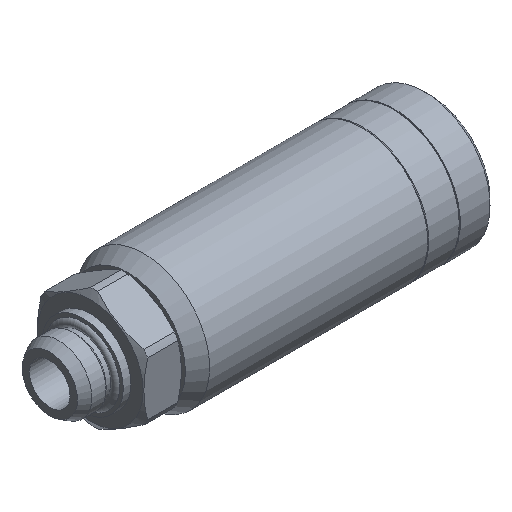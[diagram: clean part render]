
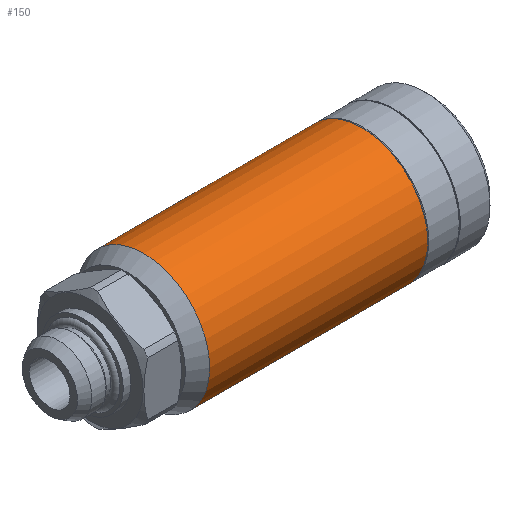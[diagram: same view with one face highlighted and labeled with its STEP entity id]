
A CAD part, isometric view. The second image highlights one B-rep face of the part: STEP entity #150.
In plain terms, the highlighted cylindrical face has radius 13 mm (diameter 26 mm), a full revolution.
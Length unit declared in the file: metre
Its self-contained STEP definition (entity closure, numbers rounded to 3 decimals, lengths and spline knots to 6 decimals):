
#150 = ADVANCED_FACE( 'NONE', ( #384, #385, #386 ), #387, .T. );
#384 = FACE_OUTER_BOUND( '', #723, .T. );
#385 = FACE_OUTER_BOUND( '', #724, .T. );
#386 = FACE_BOUND( '', #725, .T. );
#387 = CYLINDRICAL_SURFACE( '', #726, 0.013 );
#723 = EDGE_LOOP( '', ( #1119 ) );
#724 = EDGE_LOOP( '', ( #1120 ) );
#725 = EDGE_LOOP( '', ( #1121, #1122 ) );
#726 = AXIS2_PLACEMENT_3D( '', #1123, #1124, #1125 );
#1119 = ORIENTED_EDGE( '', *, *, #1874, .F. );
#1120 = ORIENTED_EDGE( '', *, *, #1875, .T. );
#1121 = ORIENTED_EDGE( '', *, *, #1876, .T. );
#1122 = ORIENTED_EDGE( '', *, *, #1877, .T. );
#1123 = CARTESIAN_POINT( '', ( -0.048515, 0., 0. ) );
#1124 = DIRECTION( '', ( 1., 0., 0. ) );
#1125 = DIRECTION( '', ( 0., 0., 1. ) );
#1874 = EDGE_CURVE( 'NONE', #2226, #2226, #2227, .T. );
#1875 = EDGE_CURVE( 'NONE', #2228, #2228, #2229, .T. );
#1876 = EDGE_CURVE( 'NONE', #2230, #2231, #2232, .T. );
#1877 = EDGE_CURVE( 'NONE', #2231, #2230, #2233, .T. );
#2226 = VERTEX_POINT( '', #2888 );
#2227 = CIRCLE( '', #2889, 0.013 );
#2228 = VERTEX_POINT( '', #2890 );
#2229 = CIRCLE( '', #2891, 0.013 );
#2230 = VERTEX_POINT( 'NONE', #2892 );
#2231 = VERTEX_POINT( 'NONE', #2893 );
#2232 = B_SPLINE_CURVE_WITH_KNOTS( '', 3, ( #2894, #2895, #2896, #2897, #2898, #2899, #2900, #2901, #2902, #2903, #2904, #2905, #2906, #2907, #2908, #2909, #2910, #2911, #2912, #2913, #2914, #2915, #2916, #2917, #2918, #2919, #2920, #2921, #2922, #2923, #2924, #2925, #2926, #2927, #2928, #2929, #2930, #2931, #2932, #2933, #2934 ), .UNSPECIFIED., .F., .F., ( 4, 1, 1, 1, 1, 1, 1, 1, 1, 1, 1, 1, 1, 1, 1, 1, 1, 1, 1, 1, 1, 1, 1, 1, 1, 1, 1, 1, 1, 1, 1, 1, 1, 1, 1, 1, 1, 1, 4 ), ( 0., 0.010315, 0.02062, 0.030925, 0.041236, 0.051562, 0.061911, 0.07229, 0.082708, 0.093172, 0.10369, 0.114269, 0.124916, 0.156124, 0.187563, 0.21877, 0.249774, 0.312392, 0.374875, 0.4069, 0.437565, 0.469143, 0.500097, 0.531174, 0.562888, 0.593562, 0.625602, 0.688258, 0.750802, 0.781889, 0.813178, 0.844431, 0.875457, 0.896618, 0.917536, 0.938271, 0.958885, 0.97944, 1. ), .UNSPECIFIED. );
#2233 = B_SPLINE_CURVE_WITH_KNOTS( '', 3, ( #2935, #2936, #2937, #2938, #2939, #2940, #2941, #2942, #2943, #2944, #2945, #2946, #2947, #2948, #2949, #2950, #2951, #2952, #2953, #2954, #2955, #2956, #2957, #2958, #2959, #2960, #2961, #2962, #2963, #2964, #2965, #2966, #2967, #2968 ), .UNSPECIFIED., .F., .F., ( 4, 1, 1, 1, 1, 1, 1, 1, 1, 1, 1, 1, 1, 1, 1, 1, 1, 1, 1, 1, 1, 1, 1, 1, 1, 1, 1, 1, 1, 1, 1, 4 ), ( 0., 0.010412, 0.020825, 0.031249, 0.041692, 0.052161, 0.062666, 0.093613, 0.124914, 0.156126, 0.187568, 0.249756, 0.312403, 0.374923, 0.406943, 0.437604, 0.469166, 0.500106, 0.531191, 0.562912, 0.593586, 0.625626, 0.688249, 0.750667, 0.813102, 0.844347, 0.875365, 0.906824, 0.937928, 0.958701, 0.97937, 1. ), .UNSPECIFIED. );
#2888 = CARTESIAN_POINT( '', ( -0.042969, 0., 0.013 ) );
#2889 = AXIS2_PLACEMENT_3D( '', #3866, #3867, #3868 );
#2890 = CARTESIAN_POINT( '', ( 0., 0., 0.013 ) );
#2891 = AXIS2_PLACEMENT_3D( '', #3869, #3870, #3871 );
#2892 = CARTESIAN_POINT( '', ( -0.0228, 0.009866, 0.008466 ) );
#2893 = CARTESIAN_POINT( '', ( -0.0228, 0.009866, -0.008466 ) );
#2894 = CARTESIAN_POINT( '', ( -0.0228, 0.009866, 0.008466 ) );
#2895 = CARTESIAN_POINT( '', ( -0.022911, 0.009866, 0.008465 ) );
#2896 = CARTESIAN_POINT( '', ( -0.023134, 0.009867, 0.008464 ) );
#2897 = CARTESIAN_POINT( '', ( -0.023468, 0.009877, 0.008453 ) );
#2898 = CARTESIAN_POINT( '', ( -0.023802, 0.009892, 0.008435 ) );
#2899 = CARTESIAN_POINT( '', ( -0.024134, 0.009913, 0.00841 ) );
#2900 = CARTESIAN_POINT( '', ( -0.024467, 0.00994, 0.008379 ) );
#2901 = CARTESIAN_POINT( '', ( -0.024798, 0.009973, 0.00834 ) );
#2902 = CARTESIAN_POINT( '', ( -0.025129, 0.010011, 0.008293 ) );
#2903 = CARTESIAN_POINT( '', ( -0.02546, 0.010055, 0.00824 ) );
#2904 = CARTESIAN_POINT( '', ( -0.02579, 0.010105, 0.008178 ) );
#2905 = CARTESIAN_POINT( '', ( -0.026119, 0.01016, 0.00811 ) );
#2906 = CARTESIAN_POINT( '', ( -0.026448, 0.010221, 0.008033 ) );
#2907 = CARTESIAN_POINT( '', ( -0.026987, 0.010329, 0.007895 ) );
#2908 = CARTESIAN_POINT( '', ( -0.027728, 0.010499, 0.00767 ) );
#2909 = CARTESIAN_POINT( '', ( -0.028646, 0.010749, 0.007316 ) );
#2910 = CARTESIAN_POINT( '', ( -0.029528, 0.011022, 0.0069 ) );
#2911 = CARTESIAN_POINT( '', ( -0.030651, 0.011407, 0.006257 ) );
#2912 = CARTESIAN_POINT( '', ( -0.031945, 0.011907, 0.005283 ) );
#2913 = CARTESIAN_POINT( '', ( -0.033037, 0.012377, 0.00405 ) );
#2914 = CARTESIAN_POINT( '', ( -0.033713, 0.01268, 0.002913 ) );
#2915 = CARTESIAN_POINT( '', ( -0.034101, 0.01286, 0.001984 ) );
#2916 = CARTESIAN_POINT( '', ( -0.034345, 0.012974, 0.001009 ) );
#2917 = CARTESIAN_POINT( '', ( -0.034428, 0.013013, -0.000004 ) );
#2918 = CARTESIAN_POINT( '', ( -0.034343, 0.012973, -0.001019 ) );
#2919 = CARTESIAN_POINT( '', ( -0.034097, 0.012858, -0.001996 ) );
#2920 = CARTESIAN_POINT( '', ( -0.033706, 0.012677, -0.002926 ) );
#2921 = CARTESIAN_POINT( '', ( -0.033028, 0.012372, -0.004063 ) );
#2922 = CARTESIAN_POINT( '', ( -0.031933, 0.011902, -0.005295 ) );
#2923 = CARTESIAN_POINT( '', ( -0.030635, 0.011401, -0.006268 ) );
#2924 = CARTESIAN_POINT( '', ( -0.02951, 0.011016, -0.006909 ) );
#2925 = CARTESIAN_POINT( '', ( -0.028628, 0.010744, -0.007324 ) );
#2926 = CARTESIAN_POINT( '', ( -0.027712, 0.010495, -0.007675 ) );
#2927 = CARTESIAN_POINT( '', ( -0.026868, 0.010301, -0.007931 ) );
#2928 = CARTESIAN_POINT( '', ( -0.026113, 0.010157, -0.008115 ) );
#2929 = CARTESIAN_POINT( '', ( -0.025455, 0.010052, -0.008244 ) );
#2930 = CARTESIAN_POINT( '', ( -0.024794, 0.009969, -0.008344 ) );
#2931 = CARTESIAN_POINT( '', ( -0.024132, 0.00991, -0.008414 ) );
#2932 = CARTESIAN_POINT( '', ( -0.023466, 0.009873, -0.008458 ) );
#2933 = CARTESIAN_POINT( '', ( -0.023022, 0.009868, -0.008463 ) );
#2934 = CARTESIAN_POINT( '', ( -0.0228, 0.009866, -0.008466 ) );
#2935 = CARTESIAN_POINT( '', ( -0.0228, 0.009866, -0.008466 ) );
#2936 = CARTESIAN_POINT( '', ( -0.022688, 0.009866, -0.008465 ) );
#2937 = CARTESIAN_POINT( '', ( -0.022463, 0.009867, -0.008464 ) );
#2938 = CARTESIAN_POINT( '', ( -0.022125, 0.009877, -0.008452 ) );
#2939 = CARTESIAN_POINT( '', ( -0.021788, 0.009893, -0.008434 ) );
#2940 = CARTESIAN_POINT( '', ( -0.021451, 0.009914, -0.008409 ) );
#2941 = CARTESIAN_POINT( '', ( -0.021114, 0.009942, -0.008376 ) );
#2942 = CARTESIAN_POINT( '', ( -0.02056, 0.009997, -0.00831 ) );
#2943 = CARTESIAN_POINT( '', ( -0.01979, 0.010101, -0.008184 ) );
#2944 = CARTESIAN_POINT( '', ( -0.018821, 0.01028, -0.007959 ) );
#2945 = CARTESIAN_POINT( '', ( -0.017872, 0.010499, -0.00767 ) );
#2946 = CARTESIAN_POINT( '', ( -0.016651, 0.010832, -0.0072 ) );
#2947 = CARTESIAN_POINT( '', ( -0.015206, 0.011307, -0.006451 ) );
#2948 = CARTESIAN_POINT( '', ( -0.013654, 0.011907, -0.005283 ) );
#2949 = CARTESIAN_POINT( '', ( -0.012562, 0.012377, -0.004048 ) );
#2950 = CARTESIAN_POINT( '', ( -0.011886, 0.012681, -0.002911 ) );
#2951 = CARTESIAN_POINT( '', ( -0.011499, 0.01286, -0.001983 ) );
#2952 = CARTESIAN_POINT( '', ( -0.011255, 0.012974, -0.001008 ) );
#2953 = CARTESIAN_POINT( '', ( -0.011172, 0.013013, 0.000005 ) );
#2954 = CARTESIAN_POINT( '', ( -0.011257, 0.012973, 0.001019 ) );
#2955 = CARTESIAN_POINT( '', ( -0.011503, 0.012858, 0.001997 ) );
#2956 = CARTESIAN_POINT( '', ( -0.011894, 0.012677, 0.002926 ) );
#2957 = CARTESIAN_POINT( '', ( -0.012572, 0.012372, 0.004063 ) );
#2958 = CARTESIAN_POINT( '', ( -0.013666, 0.011902, 0.005294 ) );
#2959 = CARTESIAN_POINT( '', ( -0.015221, 0.011302, 0.006461 ) );
#2960 = CARTESIAN_POINT( '', ( -0.016666, 0.010827, 0.007207 ) );
#2961 = CARTESIAN_POINT( '', ( -0.017886, 0.010496, 0.007674 ) );
#2962 = CARTESIAN_POINT( '', ( -0.018833, 0.010278, 0.007962 ) );
#2963 = CARTESIAN_POINT( '', ( -0.019804, 0.010099, 0.008187 ) );
#2964 = CARTESIAN_POINT( '', ( -0.020686, 0.009981, 0.00833 ) );
#2965 = CARTESIAN_POINT( '', ( -0.021462, 0.009911, 0.008413 ) );
#2966 = CARTESIAN_POINT( '', ( -0.022131, 0.009873, 0.008457 ) );
#2967 = CARTESIAN_POINT( '', ( -0.022577, 0.009868, 0.008463 ) );
#2968 = CARTESIAN_POINT( '', ( -0.0228, 0.009866, 0.008466 ) );
#3866 = CARTESIAN_POINT( '', ( -0.042969, 0., 0. ) );
#3867 = DIRECTION( '', ( -1., 0., 0. ) );
#3868 = DIRECTION( '', ( 0., 0., 1. ) );
#3869 = CARTESIAN_POINT( '', ( 0., 0., 0. ) );
#3870 = DIRECTION( '', ( -1., 0., 0. ) );
#3871 = DIRECTION( '', ( 0., 0., 1. ) );
